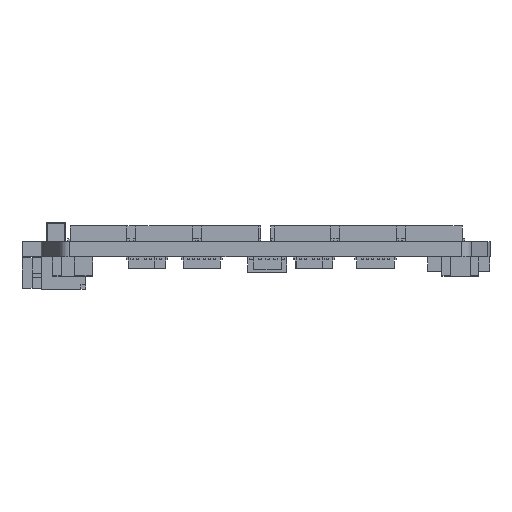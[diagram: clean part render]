
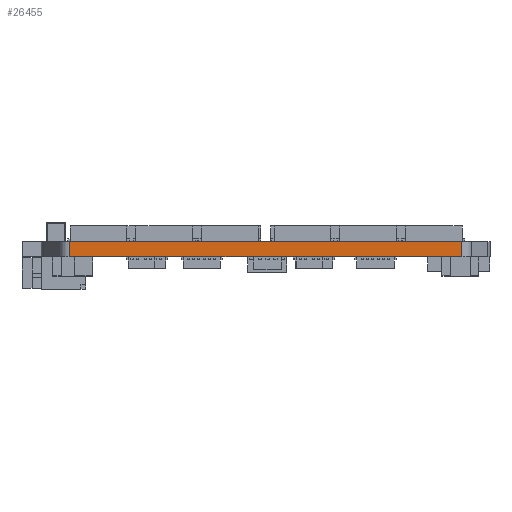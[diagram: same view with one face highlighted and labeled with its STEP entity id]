
A CAD part, front view. The second image highlights one B-rep face of the part: STEP entity #26455.
In plain terms, the highlighted planar face has unit normal (0, -1, 0).
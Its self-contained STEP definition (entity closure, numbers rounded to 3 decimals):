
#1046=DIRECTION('',(1.,0.,0.));
#1047=VECTOR('',#1046,40.83);
#1048=CARTESIAN_POINT('',(-20.415,-18.25,0.));
#1049=LINE('',#1048,#1047);
#1455=DIRECTION('',(1.,0.,0.));
#1456=VECTOR('',#1455,40.83);
#1457=CARTESIAN_POINT('',(-20.415,-18.25,1.6));
#1458=LINE('',#1457,#1456);
#6632=DIRECTION('',(0.,0.,-1.));
#6633=VECTOR('',#6632,1.6);
#6634=CARTESIAN_POINT('',(20.415,-18.25,1.6));
#6635=LINE('',#6634,#6633);
#6636=DIRECTION('',(0.,0.,-1.));
#6637=VECTOR('',#6636,1.6);
#6638=CARTESIAN_POINT('',(-20.415,-18.25,1.6));
#6639=LINE('',#6638,#6637);
#16107=CARTESIAN_POINT('',(20.415,-18.25,0.));
#16109=VERTEX_POINT('',#16107);
#16110=CARTESIAN_POINT('',(20.415,-18.25,1.6));
#16111=VERTEX_POINT('',#16110);
#16114=CARTESIAN_POINT('',(-20.415,-18.25,0.));
#16116=VERTEX_POINT('',#16114);
#16120=CARTESIAN_POINT('',(-20.415,-18.25,1.6));
#16121=VERTEX_POINT('',#16120);
#26443=CARTESIAN_POINT('',(-21.415,-18.25,0.));
#26444=DIRECTION('',(0.,-1.,0.));
#26445=DIRECTION('',(1.,0.,0.));
#26446=AXIS2_PLACEMENT_3D('',#26443,#26444,#26445);
#26447=PLANE('',#26446);
#26448=ORIENTED_EDGE('',*,*,#26429,.T.);
#26449=ORIENTED_EDGE('',*,*,#21211,.F.);
#26451=ORIENTED_EDGE('',*,*,#26450,.F.);
#26452=ORIENTED_EDGE('',*,*,#21956,.T.);
#26453=EDGE_LOOP('',(#26448,#26449,#26451,#26452));
#26454=FACE_OUTER_BOUND('',#26453,.F.);
#21211=EDGE_CURVE('',#16116,#16109,#1049,.T.);
#21956=EDGE_CURVE('',#16121,#16111,#1458,.T.);
#26429=EDGE_CURVE('',#16111,#16109,#6635,.T.);
#26450=EDGE_CURVE('',#16121,#16116,#6639,.T.);
#26455=ADVANCED_FACE('',(#26454),#26447,.T.);
